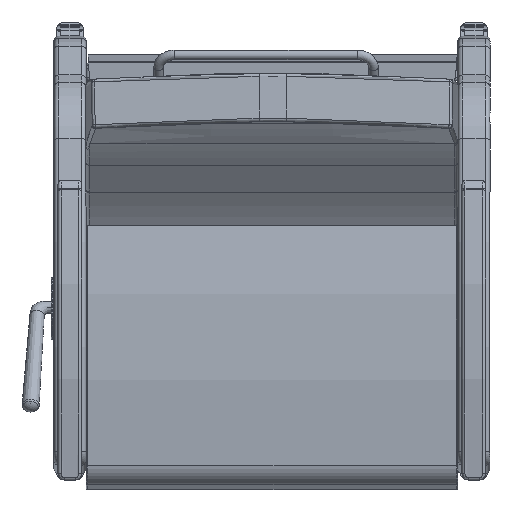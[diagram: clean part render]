
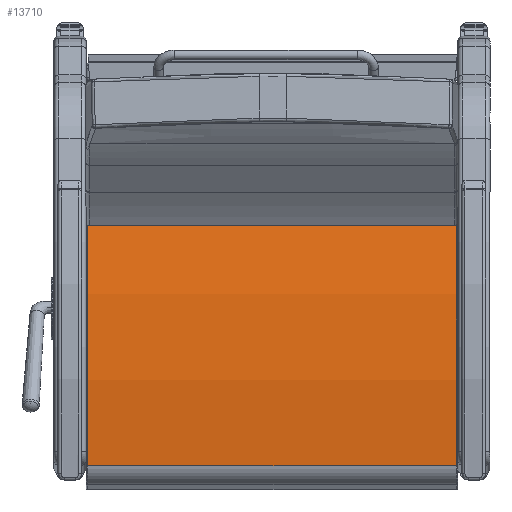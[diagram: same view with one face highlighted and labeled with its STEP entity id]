
A CAD part, front view. The second image highlights one B-rep face of the part: STEP entity #13710.
In plain terms, the highlighted free-form (B-spline) face has degree [3, 1] with [18, 2] control points.
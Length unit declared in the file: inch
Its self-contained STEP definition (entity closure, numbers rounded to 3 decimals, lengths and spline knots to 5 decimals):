
#686=B_SPLINE_SURFACE_WITH_KNOTS('',3,1,((#25625,#25626),(#25627,#25628),
(#25629,#25630),(#25631,#25632),(#25633,#25634),(#25635,#25636),(#25637,
#25638),(#25639,#25640),(#25641,#25642),(#25643,#25644),(#25645,#25646),
(#25647,#25648),(#25649,#25650),(#25651,#25652),(#25653,#25654),(#25655,
#25656),(#25657,#25658),(#25659,#25660)),.UNSPECIFIED.,.F.,.F.,.F.,(4,1,
1,1,1,1,1,1,1,1,1,1,1,1,1,4),(2,2),(-1.69612,-1.66826,
-1.6404,-1.62647,-1.59861,-1.58468,
-1.55682,-1.54289,-1.51503,-1.5011,-1.47324,
-1.45931,-1.43145,-1.41752,-1.38966,
-1.3618),(0.,110.49),.UNSPECIFIED.);
#1093=ELLIPSE('',#15417,60.30357,60.25);
#1095=ELLIPSE('',#15439,60.30357,60.25);
#1682=LINE('',#25623,#2510);
#1683=LINE('',#25662,#2511);
#2510=VECTOR('',#18806,0.3937);
#2511=VECTOR('',#18809,0.3937);
#3514=FACE_OUTER_BOUND('',#4441,.T.);
#4441=EDGE_LOOP('',(#11217,#11218,#11219,#11220));
#6474=VERTEX_POINT('',#25254);
#6475=VERTEX_POINT('',#25255);
#6494=VERTEX_POINT('',#25622);
#6495=VERTEX_POINT('',#25661);
#8118=EDGE_CURVE('',#6474,#6475,#1093,.T.);
#8147=EDGE_CURVE('',#6494,#6475,#1682,.T.);
#8149=EDGE_CURVE('',#6495,#6474,#1683,.T.);
#8150=EDGE_CURVE('',#6494,#6495,#1095,.T.);
#11217=ORIENTED_EDGE('',*,*,#8118,.F.);
#11218=ORIENTED_EDGE('',*,*,#8149,.F.);
#11219=ORIENTED_EDGE('',*,*,#8150,.F.);
#11220=ORIENTED_EDGE('',*,*,#8147,.T.);
#13710=ADVANCED_FACE('',(#3514),#686,.T.);
#15417=AXIS2_PLACEMENT_3D('',#25256,#18755,#18756);
#15439=AXIS2_PLACEMENT_3D('',#25663,#18810,#18811);
#18755=DIRECTION('center_axis',(0.,0.,
-1.));
#18756=DIRECTION('ref_axis',(1.,0.,0.));
#18806=DIRECTION('',(0.,0.,-1.));
#18809=DIRECTION('',(0.,0.,-1.));
#18810=DIRECTION('center_axis',(0.,0.,1.));
#18811=DIRECTION('ref_axis',(1.,0.,0.));
#25254=CARTESIAN_POINT('',(3.60935,-1.68389,0.124));
#25255=CARTESIAN_POINT('',(23.65848,-2.52291,0.124));
#25256=CARTESIAN_POINT('Origin',(11.14546,-61.46156,0.124));
#25622=CARTESIAN_POINT('',(23.65848,-2.52291,28.876));
#25623=CARTESIAN_POINT('',(23.65848,-2.52291,29.));
#25625=CARTESIAN_POINT('Ctrl Pts',(3.60935,-1.68389,29.));
#25626=CARTESIAN_POINT('Ctrl Pts',(3.60935,-1.68389,-14.5));
#25627=CARTESIAN_POINT('Ctrl Pts',(4.16497,-1.61396,29.));
#25628=CARTESIAN_POINT('Ctrl Pts',(4.16497,-1.61396,-14.5));
#25629=CARTESIAN_POINT('Ctrl Pts',(5.27817,-1.48959,29.));
#25630=CARTESIAN_POINT('Ctrl Pts',(5.27817,-1.48959,-14.5));
#25631=CARTESIAN_POINT('Ctrl Pts',(6.67346,-1.3729,29.));
#25632=CARTESIAN_POINT('Ctrl Pts',(6.67346,-1.3729,-14.5));
#25633=CARTESIAN_POINT('Ctrl Pts',(8.07078,-1.28537,29.));
#25634=CARTESIAN_POINT('Ctrl Pts',(8.07078,-1.28537,-14.5));
#25635=CARTESIAN_POINT('Ctrl Pts',(9.18994,-1.2387,29.));
#25636=CARTESIAN_POINT('Ctrl Pts',(9.18994,-1.2387,-14.5));
#25637=CARTESIAN_POINT('Ctrl Pts',(10.5897,-1.20957,29.));
#25638=CARTESIAN_POINT('Ctrl Pts',(10.5897,-1.20957,-14.5));
#25639=CARTESIAN_POINT('Ctrl Pts',(11.70984,-1.20965,29.));
#25640=CARTESIAN_POINT('Ctrl Pts',(11.70984,-1.20965,-14.5));
#25641=CARTESIAN_POINT('Ctrl Pts',(13.1096,-1.23898,29.));
#25642=CARTESIAN_POINT('Ctrl Pts',(13.1096,-1.23898,-14.5));
#25643=CARTESIAN_POINT('Ctrl Pts',(14.22875,-1.28581,29.));
#25644=CARTESIAN_POINT('Ctrl Pts',(14.22875,-1.28581,-14.5));
#25645=CARTESIAN_POINT('Ctrl Pts',(15.62606,-1.37354,29.));
#25646=CARTESIAN_POINT('Ctrl Pts',(15.62606,-1.37354,-14.5));
#25647=CARTESIAN_POINT('Ctrl Pts',(16.74228,-1.46705,29.));
#25648=CARTESIAN_POINT('Ctrl Pts',(16.74228,-1.46705,-14.5));
#25649=CARTESIAN_POINT('Ctrl Pts',(18.1347,-1.61302,29.));
#25650=CARTESIAN_POINT('Ctrl Pts',(18.1347,-1.61302,-14.5));
#25651=CARTESIAN_POINT('Ctrl Pts',(19.24603,-1.75304,29.));
#25652=CARTESIAN_POINT('Ctrl Pts',(19.24603,-1.75304,-14.5));
#25653=CARTESIAN_POINT('Ctrl Pts',(20.63114,-1.95701,29.));
#25654=CARTESIAN_POINT('Ctrl Pts',(20.63114,-1.95701,-14.5));
#25655=CARTESIAN_POINT('Ctrl Pts',(22.01177,-2.18986,29.));
#25656=CARTESIAN_POINT('Ctrl Pts',(22.01177,-2.18986,-14.5));
#25657=CARTESIAN_POINT('Ctrl Pts',(23.11066,-2.40681,29.));
#25658=CARTESIAN_POINT('Ctrl Pts',(23.11066,-2.40681,-14.5));
#25659=CARTESIAN_POINT('Ctrl Pts',(23.65848,-2.52291,29.));
#25660=CARTESIAN_POINT('Ctrl Pts',(23.65848,-2.52291,-14.5));
#25661=CARTESIAN_POINT('',(3.60935,-1.68389,28.876));
#25662=CARTESIAN_POINT('',(3.60935,-1.68389,29.));
#25663=CARTESIAN_POINT('Origin',(11.14546,-61.46156,28.876));
